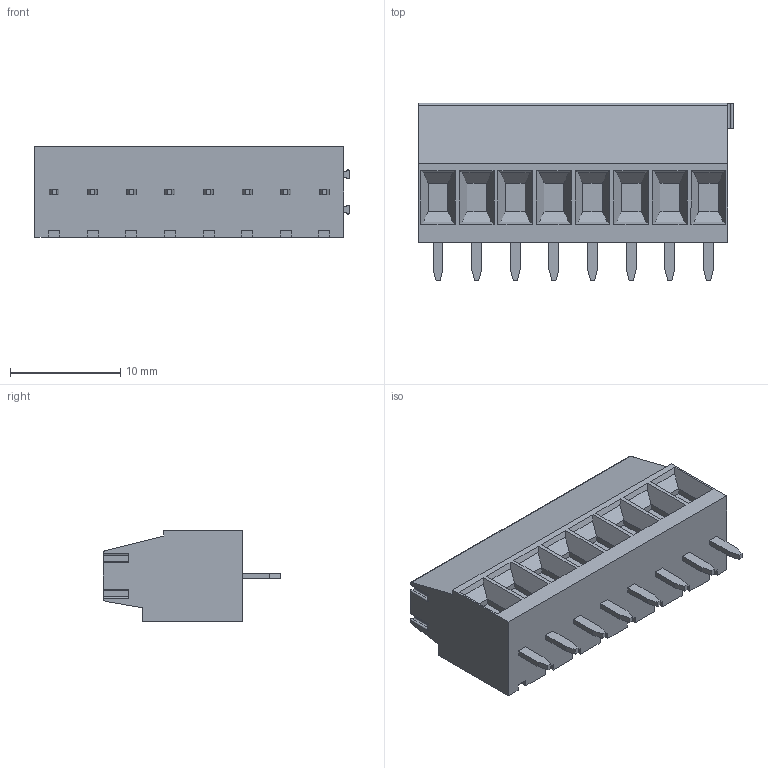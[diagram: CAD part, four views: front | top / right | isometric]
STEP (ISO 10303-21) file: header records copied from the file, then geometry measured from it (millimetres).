
FILE_DESCRIPTION(('STEP AP214'),'1');
FILE_NAME('MVS138-3,5-V.stp','2018-07-13T07:30:45',(' '),(' '),'Spatial InterOp 3D',' ',' ');
FILE_SCHEMA(('automotive_design'));
Length unit declared in the file: metre
Products named in the file (1): 1
Bounding box: 28.5 x 16.1 x 8.2 mm (x, y, z)
Volume: 2297.4 mm3; surface area: 1971.2 mm2
Topology: 1 solids, 1 shells, 510 faces, 1428 edges, 936 vertices
Faces by surface type: plane 420, cylinder 74, torus 8, cone 8
Full cylindrical faces by diameter (mm): 2 x8, 2.1 x8, 2.8 x8, 3 x8
Entity records: 20243 total; most frequent: CARTESIAN_POINT 3127, ORIENTED_EDGE 2712, DIRECTION 2598, EDGE_CURVE 1356, LINE 1036, VECTOR 1036, VERTEX_POINT 912, AXIS2_PLACEMENT_3D 781
